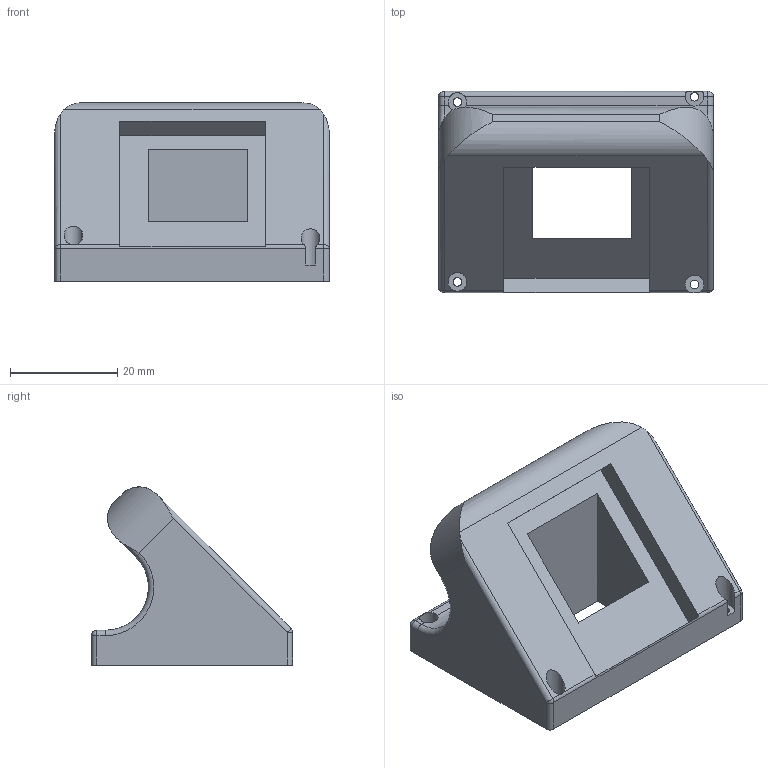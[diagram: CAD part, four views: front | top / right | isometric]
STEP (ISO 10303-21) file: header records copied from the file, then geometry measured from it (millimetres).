
FILE_DESCRIPTION(/* description */ (''),/* implementation_level */ '2;1');
FILE_NAME(/* name */ '上盖.step',/* time_stamp */ '2022-05-25T21:56:31+08:00',/* author */ (''),/* organization */ (''),/* preprocessor_version */ 'ST-DEVELOPER v19',/* originating_system */ 'Autodesk Translation Framework v11.7.0.108',/* authorisation */ '');
FILE_SCHEMA (('AUTOMOTIVE_DESIGN { 1 0 10303 214 3 1 1 }'));
Length unit declared in the file: millimetre
Products named in the file (1): 上盖
Bounding box: 51.2 x 37.5 x 33.23 mm (x, y, z)
Volume: 27307.2 mm3; surface area: 9013.9 mm2
Topology: 1 solids, 1 shells, 57 faces, 149 edges, 94 vertices
Faces by surface type: cylinder 27, plane 24, sphere 4, torus 2
Full cylindrical faces by diameter (mm): 1.6 x4, 3.5 x2
Entity records: 1967 total; most frequent: CARTESIAN_POINT 495, DIRECTION 299, ORIENTED_EDGE 298, EDGE_CURVE 149, AXIS2_PLACEMENT_3D 108, VERTEX_POINT 94, LINE 83, VECTOR 83
